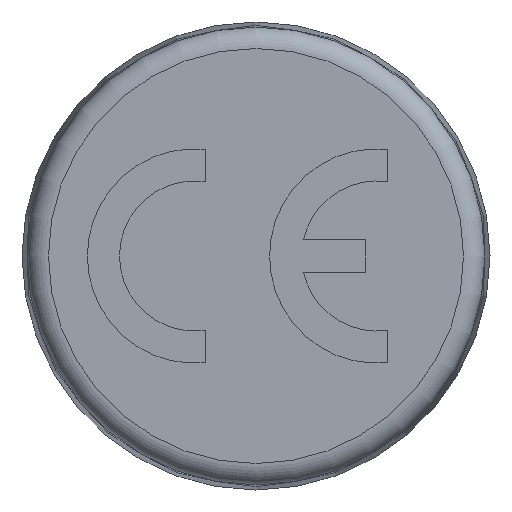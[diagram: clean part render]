
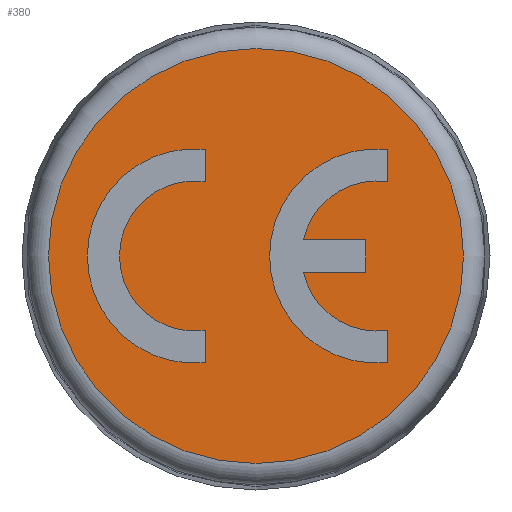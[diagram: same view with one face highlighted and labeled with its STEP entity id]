
A CAD part, left-side view. The second image highlights one B-rep face of the part: STEP entity #380.
In plain terms, the highlighted planar face has unit normal (-1, 0, 0).
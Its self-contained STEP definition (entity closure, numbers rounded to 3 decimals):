
#25=LINE('',#576,#54);
#30=LINE('',#589,#59);
#33=LINE('',#601,#62);
#37=LINE('',#608,#66);
#41=LINE('',#620,#70);
#45=LINE('',#632,#74);
#48=LINE('',#641,#77);
#54=VECTOR('',#462,10.);
#59=VECTOR('',#475,10.);
#62=VECTOR('',#488,10.);
#66=VECTOR('',#494,10.);
#70=VECTOR('',#506,10.);
#74=VECTOR('',#518,10.);
#77=VECTOR('',#529,10.);
#82=FACE_BOUND('',#125,.T.);
#83=FACE_BOUND('',#126,.T.);
#101=FACE_OUTER_BOUND('',#124,.T.);
#124=EDGE_LOOP('',(#299));
#125=EDGE_LOOP('',(#300,#301,#302,#303));
#126=EDGE_LOOP('',(#304,#305,#306,#307,#308,#309,#310,#311));
#136=CIRCLE('',#415,1.05);
#138=CIRCLE('',#419,1.5);
#140=CIRCLE('',#425,1.05);
#142=CIRCLE('',#429,1.5);
#144=CIRCLE('',#433,1.05);
#148=CIRCLE('',#440,2.904);
#156=VERTEX_POINT('',#573);
#157=VERTEX_POINT('',#575);
#159=VERTEX_POINT('',#581);
#161=VERTEX_POINT('',#587);
#164=VERTEX_POINT('',#598);
#165=VERTEX_POINT('',#600);
#167=VERTEX_POINT('',#606);
#169=VERTEX_POINT('',#612);
#171=VERTEX_POINT('',#618);
#173=VERTEX_POINT('',#624);
#175=VERTEX_POINT('',#630);
#177=VERTEX_POINT('',#636);
#180=VERTEX_POINT('',#648);
#188=EDGE_CURVE('',#157,#156,#25,.T.);
#192=EDGE_CURVE('',#156,#159,#136,.T.);
#195=EDGE_CURVE('',#159,#161,#30,.T.);
#197=EDGE_CURVE('',#161,#157,#138,.T.);
#200=EDGE_CURVE('',#165,#164,#33,.T.);
#204=EDGE_CURVE('',#164,#167,#37,.T.);
#207=EDGE_CURVE('',#167,#169,#140,.T.);
#210=EDGE_CURVE('',#169,#171,#41,.T.);
#213=EDGE_CURVE('',#171,#173,#142,.T.);
#216=EDGE_CURVE('',#173,#175,#45,.T.);
#219=EDGE_CURVE('',#175,#177,#144,.T.);
#221=EDGE_CURVE('',#177,#165,#48,.T.);
#225=EDGE_CURVE('',#180,#180,#148,.T.);
#299=ORIENTED_EDGE('',*,*,#225,.F.);
#300=ORIENTED_EDGE('',*,*,#188,.T.);
#301=ORIENTED_EDGE('',*,*,#192,.T.);
#302=ORIENTED_EDGE('',*,*,#195,.T.);
#303=ORIENTED_EDGE('',*,*,#197,.T.);
#304=ORIENTED_EDGE('',*,*,#200,.T.);
#305=ORIENTED_EDGE('',*,*,#204,.T.);
#306=ORIENTED_EDGE('',*,*,#207,.T.);
#307=ORIENTED_EDGE('',*,*,#210,.T.);
#308=ORIENTED_EDGE('',*,*,#213,.T.);
#309=ORIENTED_EDGE('',*,*,#216,.T.);
#310=ORIENTED_EDGE('',*,*,#219,.T.);
#311=ORIENTED_EDGE('',*,*,#221,.T.);
#338=PLANE('',#441);
#380=ADVANCED_FACE('',(#101,#82,#83),#338,.T.);
#415=AXIS2_PLACEMENT_3D('',#583,#469,#470);
#419=AXIS2_PLACEMENT_3D('',#592,#480,#481);
#425=AXIS2_PLACEMENT_3D('',#614,#500,#501);
#429=AXIS2_PLACEMENT_3D('',#626,#512,#513);
#433=AXIS2_PLACEMENT_3D('',#638,#524,#525);
#440=AXIS2_PLACEMENT_3D('',#650,#540,#541);
#441=AXIS2_PLACEMENT_3D('',#651,#542,#543);
#462=DIRECTION('',(0.,0.,-1.));
#469=DIRECTION('center_axis',(-1.,0.,0.));
#470=DIRECTION('ref_axis',(0.,0.142,-0.99));
#475=DIRECTION('',(0.,0.,-1.));
#480=DIRECTION('center_axis',(1.,0.,0.));
#481=DIRECTION('ref_axis',(0.,-0.1,0.995));
#488=DIRECTION('',(0.,0.,-1.));
#494=DIRECTION('',(0.,1.,0.));
#500=DIRECTION('center_axis',(-1.,0.,0.));
#501=DIRECTION('ref_axis',(0.,0.977,-0.214));
#506=DIRECTION('',(0.,0.,-1.));
#512=DIRECTION('center_axis',(1.,0.,0.));
#513=DIRECTION('ref_axis',(0.,0.1,-0.995));
#518=DIRECTION('',(0.,0.,-1.));
#524=DIRECTION('center_axis',(-1.,0.,0.));
#525=DIRECTION('ref_axis',(0.,-0.143,0.99));
#529=DIRECTION('',(0.,-1.,0.));
#540=DIRECTION('center_axis',(1.,0.,0.));
#541=DIRECTION('ref_axis',(0.,0.,-1.));
#542=DIRECTION('center_axis',(-1.,0.,0.));
#543=DIRECTION('ref_axis',(0.,-1.,0.));
#573=CARTESIAN_POINT('',(-5.,0.711,1.039));
#575=CARTESIAN_POINT('',(-5.,0.711,1.493));
#576=CARTESIAN_POINT('',(-5.,0.711,1.546));
#581=CARTESIAN_POINT('',(-5.,0.711,-1.039));
#583=CARTESIAN_POINT('Origin',(-5.,0.86,0.));
#587=CARTESIAN_POINT('',(-5.,0.711,-1.493));
#589=CARTESIAN_POINT('',(-5.,0.711,0.28));
#592=CARTESIAN_POINT('Origin',(-5.,0.86,0.));
#598=CARTESIAN_POINT('',(-5.,-1.539,-0.225));
#600=CARTESIAN_POINT('',(-5.,-1.539,0.225));
#601=CARTESIAN_POINT('',(-5.,-1.539,0.913));
#606=CARTESIAN_POINT('',(-5.,-0.664,-0.225));
#608=CARTESIAN_POINT('',(-5.,-0.769,-0.225));
#612=CARTESIAN_POINT('',(-5.,-1.84,-1.039));
#614=CARTESIAN_POINT('Origin',(-5.,-1.69,0.));
#618=CARTESIAN_POINT('',(-5.,-1.84,-1.492));
#620=CARTESIAN_POINT('',(-5.,-1.84,0.28));
#624=CARTESIAN_POINT('',(-5.,-1.84,1.492));
#626=CARTESIAN_POINT('Origin',(-5.,-1.69,0.));
#630=CARTESIAN_POINT('',(-5.,-1.84,1.039));
#632=CARTESIAN_POINT('',(-5.,-1.84,1.546));
#636=CARTESIAN_POINT('',(-5.,-0.664,0.225));
#638=CARTESIAN_POINT('Origin',(-5.,-1.69,0.));
#641=CARTESIAN_POINT('',(-5.,-0.332,0.225));
#648=CARTESIAN_POINT('',(-5.,-2.904,0.));
#650=CARTESIAN_POINT('Origin',(-5.,0.,
0.));
#651=CARTESIAN_POINT('Origin',(-5.,0.,
1.6));
